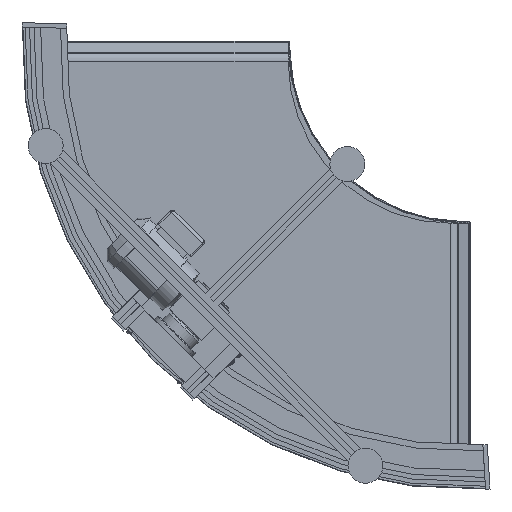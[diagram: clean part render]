
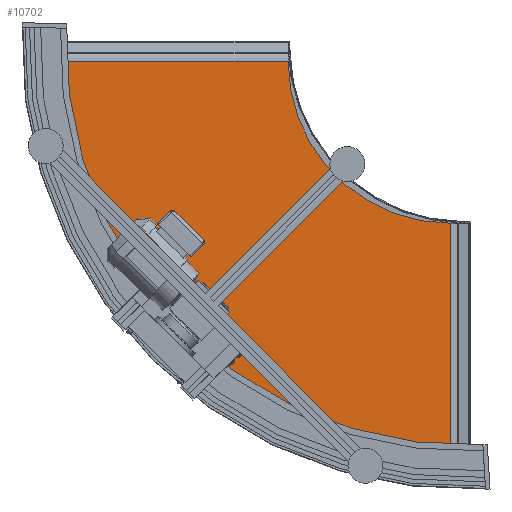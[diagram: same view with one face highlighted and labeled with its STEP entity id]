
A CAD part, front view. The second image highlights one B-rep face of the part: STEP entity #10702.
In plain terms, the highlighted face is planar.
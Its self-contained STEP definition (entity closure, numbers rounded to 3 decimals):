
#301=CIRCLE('',#11495,365.);
#304=CIRCLE('',#11500,865.);
#698=FACE_OUTER_BOUND('',#1318,.T.);
#1318=EDGE_LOOP('',(#7128,#7129,#7130,#7131));
#2007=LINE('',#15488,#3273);
#2008=LINE('',#15489,#3274);
#3273=VECTOR('',#12423,10.);
#3274=VECTOR('',#12424,10.);
#4534=VERTEX_POINT('',#15469);
#4535=VERTEX_POINT('',#15471);
#4538=VERTEX_POINT('',#15481);
#4539=VERTEX_POINT('',#15484);
#5554=EDGE_CURVE('',#4534,#4535,#301,.T.);
#5562=EDGE_CURVE('',#4538,#4539,#304,.T.);
#5563=EDGE_CURVE('',#4534,#4538,#2007,.T.);
#5564=EDGE_CURVE('',#4535,#4539,#2008,.T.);
#7128=ORIENTED_EDGE('',*,*,#5563,.T.);
#7129=ORIENTED_EDGE('',*,*,#5562,.T.);
#7130=ORIENTED_EDGE('',*,*,#5564,.F.);
#7131=ORIENTED_EDGE('',*,*,#5554,.F.);
#10230=PLANE('',#11501);
#10702=ADVANCED_FACE('',(#698),#10230,.T.);
#11495=AXIS2_PLACEMENT_3D('',#15472,#12404,#12405);
#11500=AXIS2_PLACEMENT_3D('',#15486,#12419,#12420);
#11501=AXIS2_PLACEMENT_3D('',#15487,#12421,#12422);
#12404=DIRECTION('center_axis',(0.,0.,-1.));
#12405=DIRECTION('ref_axis',(1.,0.,0.));
#12419=DIRECTION('center_axis',(0.,0.,-1.));
#12420=DIRECTION('ref_axis',(1.,0.,0.));
#12421=DIRECTION('center_axis',(0.,0.,-1.));
#12422=DIRECTION('ref_axis',(-1.,0.,0.));
#12423=DIRECTION('',(1.,0.,0.));
#12424=DIRECTION('',(0.,-1.,0.));
#15469=CARTESIAN_POINT('',(400.,-35.,-65.6));
#15471=CARTESIAN_POINT('',(35.,-400.,-65.6));
#15472=CARTESIAN_POINT('Origin',(35.,-35.,-65.6));
#15481=CARTESIAN_POINT('',(900.,-35.,-65.6));
#15484=CARTESIAN_POINT('',(35.,-900.,-65.6));
#15486=CARTESIAN_POINT('Origin',(35.,-35.,-65.6));
#15487=CARTESIAN_POINT('Origin',(400.,-35.,-65.6));
#15488=CARTESIAN_POINT('',(400.,-35.,-65.6));
#15489=CARTESIAN_POINT('',(35.,-400.,-65.6));
